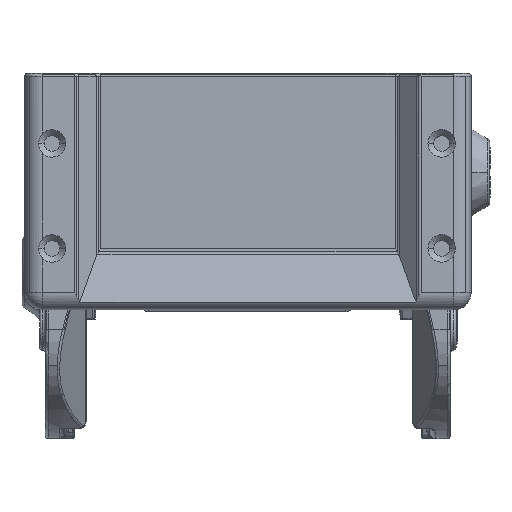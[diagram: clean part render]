
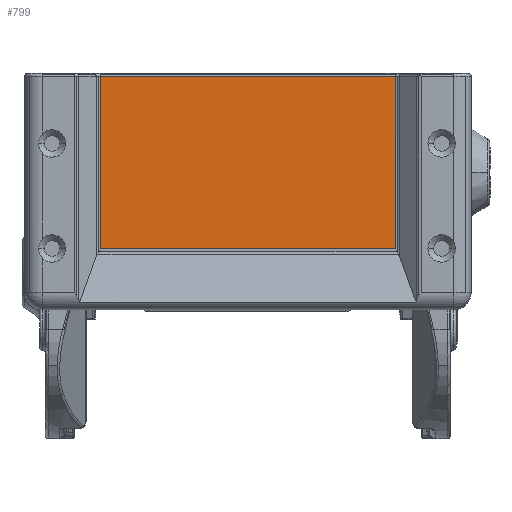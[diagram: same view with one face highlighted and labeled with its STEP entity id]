
A CAD part, front view. The second image highlights one B-rep face of the part: STEP entity #799.
In plain terms, the highlighted planar face has unit normal (0, -1, 0).
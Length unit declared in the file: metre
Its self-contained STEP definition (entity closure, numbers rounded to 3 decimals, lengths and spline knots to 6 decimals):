
#799=ADVANCED_FACE('3:4124',(#2572),#2573,.T.);
#2572=FACE_OUTER_BOUND('',#14053,.T.);
#2573=PLANE('',#14054);
#14053=EDGE_LOOP('',(#25365,#25366,#25367,#25368));
#14054=AXIS2_PLACEMENT_3D('',#25369,#25370,#25371);
#25365=ORIENTED_EDGE('',*,*,#27874,.F.);
#25366=ORIENTED_EDGE('',*,*,#27878,.F.);
#25367=ORIENTED_EDGE('',*,*,#29420,.F.);
#25368=ORIENTED_EDGE('',*,*,#29421,.F.);
#25369=CARTESIAN_POINT('',(-0.031291,-0.10206,0.052108));
#25370=DIRECTION('',(0.,-1.0,0.));
#25371=DIRECTION('',(-1.0,0.,0.));
#27874=EDGE_CURVE('3:8165',#30948,#30950,#30951,.T.);
#27878=EDGE_CURVE('3:8156',#30956,#30948,#30958,.T.);
#29420=EDGE_CURVE('3:8837',#33423,#30956,#33424,.T.);
#29421=EDGE_CURVE('3:8840',#30950,#33423,#33425,.T.);
#30948=VERTEX_POINT('',#36371);
#30950=VERTEX_POINT('',#36382);
#30951=LINE('',#36383,#36384);
#30956=VERTEX_POINT('',#36399);
#30958=LINE('',#36401,#36402);
#33423=VERTEX_POINT('',#41725);
#33424=LINE('',#41726,#41727);
#33425=LINE('',#41728,#41729);
#36371=CARTESIAN_POINT('',(-0.005996,-0.10206,0.03855));
#36382=CARTESIAN_POINT('',(-0.056586,-0.10206,0.03855));
#36383=CARTESIAN_POINT('',(-0.012686,-0.10206,0.03855));
#36384=VECTOR('',#43963,1.0);
#36399=CARTESIAN_POINT('',(-0.005996,-0.10206,0.0681));
#36401=CARTESIAN_POINT('',(-0.005996,-0.10206,0.041677));
#36402=VECTOR('',#43968,1.0);
#41725=CARTESIAN_POINT('',(-0.056586,-0.10206,0.0681));
#41726=CARTESIAN_POINT('',(-0.031291,-0.10206,0.0681));
#41727=VECTOR('',#46317,1.0);
#41728=CARTESIAN_POINT('',(-0.056586,-0.10206,0.051499));
#41729=VECTOR('',#46318,1.0);
#43963=DIRECTION('',(-1.0,0.,0.));
#43968=DIRECTION('',(0.,0.,-1.0));
#46317=DIRECTION('',(1.0,0.,0.));
#46318=DIRECTION('',(0.,0.,1.0));
